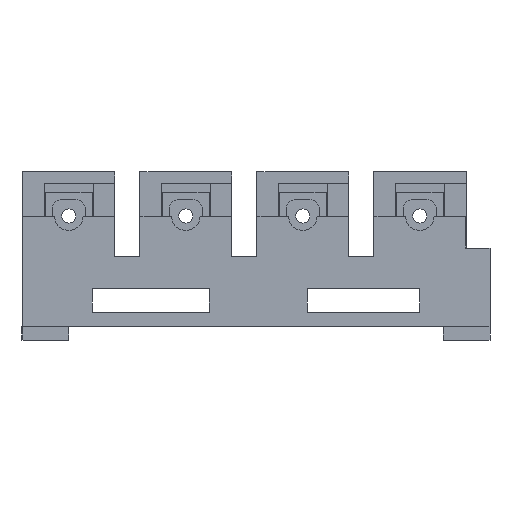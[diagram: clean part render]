
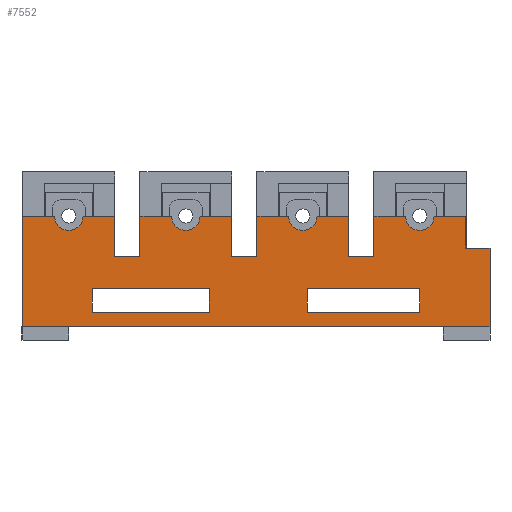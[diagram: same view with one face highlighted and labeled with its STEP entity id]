
A CAD part, front view. The second image highlights one B-rep face of the part: STEP entity #7552.
In plain terms, the highlighted planar face has unit normal (0, -1, 0).
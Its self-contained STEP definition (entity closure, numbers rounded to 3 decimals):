
#131=FACE_BOUND('',#867,.T.);
#132=FACE_BOUND('',#868,.T.);
#248=CIRCLE('',#8007,3.05);
#249=CIRCLE('',#8008,3.05);
#250=CIRCLE('',#8009,3.05);
#251=CIRCLE('',#8010,3.05);
#443=FACE_OUTER_BOUND('',#866,.T.);
#866=EDGE_LOOP('',(#5241,#5242,#5243,#5244,#5245,#5246,#5247,#5248,#5249,
#5250,#5251,#5252,#5253,#5254,#5255,#5256,#5257,#5258,#5259,#5260,#5261,
#5262,#5263,#5264,#5265,#5266));
#867=EDGE_LOOP('',(#5267,#5268,#5269,#5270));
#868=EDGE_LOOP('',(#5271,#5272,#5273,#5274));
#1429=LINE('',#10880,#2360);
#1438=LINE('',#10899,#2369);
#1439=LINE('',#10901,#2370);
#1440=LINE('',#10903,#2371);
#1441=LINE('',#10905,#2372);
#1442=LINE('',#10907,#2373);
#1443=LINE('',#10911,#2374);
#1444=LINE('',#10913,#2375);
#1445=LINE('',#10915,#2376);
#1446=LINE('',#10917,#2377);
#1447=LINE('',#10919,#2378);
#1448=LINE('',#10923,#2379);
#1449=LINE('',#10925,#2380);
#1450=LINE('',#10927,#2381);
#1451=LINE('',#10929,#2382);
#1452=LINE('',#10931,#2383);
#1453=LINE('',#10934,#2384);
#1454=LINE('',#10936,#2385);
#1455=LINE('',#10938,#2386);
#1456=LINE('',#10940,#2387);
#1457=LINE('',#10942,#2388);
#1458=LINE('',#10944,#2389);
#1459=LINE('',#10948,#2390);
#1460=LINE('',#10950,#2391);
#1461=LINE('',#10952,#2392);
#1462=LINE('',#10953,#2393);
#1463=LINE('',#10956,#2394);
#1464=LINE('',#10958,#2395);
#1465=LINE('',#10960,#2396);
#1466=LINE('',#10961,#2397);
#2360=VECTOR('',#8777,10.);
#2369=VECTOR('',#8788,10.);
#2370=VECTOR('',#8789,10.);
#2371=VECTOR('',#8790,10.);
#2372=VECTOR('',#8791,10.);
#2373=VECTOR('',#8792,10.);
#2374=VECTOR('',#8795,10.);
#2375=VECTOR('',#8796,10.);
#2376=VECTOR('',#8797,10.);
#2377=VECTOR('',#8798,10.);
#2378=VECTOR('',#8799,10.);
#2379=VECTOR('',#8802,10.);
#2380=VECTOR('',#8803,10.);
#2381=VECTOR('',#8804,10.);
#2382=VECTOR('',#8805,10.);
#2383=VECTOR('',#8806,10.);
#2384=VECTOR('',#8809,10.);
#2385=VECTOR('',#8810,10.);
#2386=VECTOR('',#8811,10.);
#2387=VECTOR('',#8812,10.);
#2388=VECTOR('',#8813,10.);
#2389=VECTOR('',#8814,10.);
#2390=VECTOR('',#8817,10.);
#2391=VECTOR('',#8818,10.);
#2392=VECTOR('',#8819,10.);
#2393=VECTOR('',#8820,10.);
#2394=VECTOR('',#8821,10.);
#2395=VECTOR('',#8822,10.);
#2396=VECTOR('',#8823,10.);
#2397=VECTOR('',#8824,10.);
#3276=VERTEX_POINT('',#10877);
#3277=VERTEX_POINT('',#10879);
#3285=VERTEX_POINT('',#10897);
#3286=VERTEX_POINT('',#10898);
#3287=VERTEX_POINT('',#10900);
#3288=VERTEX_POINT('',#10902);
#3289=VERTEX_POINT('',#10904);
#3290=VERTEX_POINT('',#10906);
#3291=VERTEX_POINT('',#10908);
#3292=VERTEX_POINT('',#10910);
#3293=VERTEX_POINT('',#10912);
#3294=VERTEX_POINT('',#10914);
#3295=VERTEX_POINT('',#10916);
#3296=VERTEX_POINT('',#10918);
#3297=VERTEX_POINT('',#10920);
#3298=VERTEX_POINT('',#10922);
#3299=VERTEX_POINT('',#10924);
#3300=VERTEX_POINT('',#10926);
#3301=VERTEX_POINT('',#10928);
#3302=VERTEX_POINT('',#10930);
#3303=VERTEX_POINT('',#10932);
#3304=VERTEX_POINT('',#10935);
#3305=VERTEX_POINT('',#10937);
#3306=VERTEX_POINT('',#10939);
#3307=VERTEX_POINT('',#10941);
#3308=VERTEX_POINT('',#10943);
#3309=VERTEX_POINT('',#10946);
#3310=VERTEX_POINT('',#10947);
#3311=VERTEX_POINT('',#10949);
#3312=VERTEX_POINT('',#10951);
#3313=VERTEX_POINT('',#10954);
#3314=VERTEX_POINT('',#10955);
#3315=VERTEX_POINT('',#10957);
#3316=VERTEX_POINT('',#10959);
#4040=EDGE_CURVE('',#3276,#3277,#1429,.T.);
#4049=EDGE_CURVE('',#3285,#3286,#1438,.T.);
#4050=EDGE_CURVE('',#3287,#3285,#1439,.T.);
#4051=EDGE_CURVE('',#3287,#3288,#1440,.T.);
#4052=EDGE_CURVE('',#3288,#3289,#1441,.F.);
#4053=EDGE_CURVE('',#3290,#3289,#1442,.T.);
#4054=EDGE_CURVE('',#3290,#3291,#248,.T.);
#4055=EDGE_CURVE('',#3292,#3291,#1443,.T.);
#4056=EDGE_CURVE('',#3293,#3292,#1444,.T.);
#4057=EDGE_CURVE('',#3293,#3294,#1445,.T.);
#4058=EDGE_CURVE('',#3294,#3295,#1446,.F.);
#4059=EDGE_CURVE('',#3296,#3295,#1447,.T.);
#4060=EDGE_CURVE('',#3296,#3297,#249,.T.);
#4061=EDGE_CURVE('',#3298,#3297,#1448,.T.);
#4062=EDGE_CURVE('',#3299,#3298,#1449,.T.);
#4063=EDGE_CURVE('',#3299,#3300,#1450,.T.);
#4064=EDGE_CURVE('',#3300,#3301,#1451,.F.);
#4065=EDGE_CURVE('',#3302,#3301,#1452,.T.);
#4066=EDGE_CURVE('',#3302,#3303,#250,.T.);
#4067=EDGE_CURVE('',#3277,#3303,#1453,.T.);
#4068=EDGE_CURVE('',#3276,#3304,#1454,.T.);
#4069=EDGE_CURVE('',#3304,#3305,#1455,.T.);
#4070=EDGE_CURVE('',#3306,#3305,#1456,.T.);
#4071=EDGE_CURVE('',#3306,#3307,#1457,.F.);
#4072=EDGE_CURVE('',#3308,#3307,#1458,.T.);
#4073=EDGE_CURVE('',#3308,#3286,#251,.T.);
#4074=EDGE_CURVE('',#3309,#3310,#1459,.T.);
#4075=EDGE_CURVE('',#3310,#3311,#1460,.T.);
#4076=EDGE_CURVE('',#3311,#3312,#1461,.T.);
#4077=EDGE_CURVE('',#3309,#3312,#1462,.T.);
#4078=EDGE_CURVE('',#3313,#3314,#1463,.T.);
#4079=EDGE_CURVE('',#3314,#3315,#1464,.T.);
#4080=EDGE_CURVE('',#3315,#3316,#1465,.T.);
#4081=EDGE_CURVE('',#3316,#3313,#1466,.T.);
#5241=ORIENTED_EDGE('',*,*,#4049,.F.);
#5242=ORIENTED_EDGE('',*,*,#4050,.F.);
#5243=ORIENTED_EDGE('',*,*,#4051,.T.);
#5244=ORIENTED_EDGE('',*,*,#4052,.T.);
#5245=ORIENTED_EDGE('',*,*,#4053,.F.);
#5246=ORIENTED_EDGE('',*,*,#4054,.T.);
#5247=ORIENTED_EDGE('',*,*,#4055,.F.);
#5248=ORIENTED_EDGE('',*,*,#4056,.F.);
#5249=ORIENTED_EDGE('',*,*,#4057,.T.);
#5250=ORIENTED_EDGE('',*,*,#4058,.T.);
#5251=ORIENTED_EDGE('',*,*,#4059,.F.);
#5252=ORIENTED_EDGE('',*,*,#4060,.T.);
#5253=ORIENTED_EDGE('',*,*,#4061,.F.);
#5254=ORIENTED_EDGE('',*,*,#4062,.F.);
#5255=ORIENTED_EDGE('',*,*,#4063,.T.);
#5256=ORIENTED_EDGE('',*,*,#4064,.T.);
#5257=ORIENTED_EDGE('',*,*,#4065,.F.);
#5258=ORIENTED_EDGE('',*,*,#4066,.T.);
#5259=ORIENTED_EDGE('',*,*,#4067,.F.);
#5260=ORIENTED_EDGE('',*,*,#4040,.F.);
#5261=ORIENTED_EDGE('',*,*,#4068,.T.);
#5262=ORIENTED_EDGE('',*,*,#4069,.T.);
#5263=ORIENTED_EDGE('',*,*,#4070,.F.);
#5264=ORIENTED_EDGE('',*,*,#4071,.T.);
#5265=ORIENTED_EDGE('',*,*,#4072,.F.);
#5266=ORIENTED_EDGE('',*,*,#4073,.T.);
#5267=ORIENTED_EDGE('',*,*,#4074,.T.);
#5268=ORIENTED_EDGE('',*,*,#4075,.T.);
#5269=ORIENTED_EDGE('',*,*,#4076,.T.);
#5270=ORIENTED_EDGE('',*,*,#4077,.F.);
#5271=ORIENTED_EDGE('',*,*,#4078,.T.);
#5272=ORIENTED_EDGE('',*,*,#4079,.T.);
#5273=ORIENTED_EDGE('',*,*,#4080,.T.);
#5274=ORIENTED_EDGE('',*,*,#4081,.T.);
#7221=PLANE('',#8006);
#7552=ADVANCED_FACE('',(#443,#131,#132),#7221,.T.);
#8006=AXIS2_PLACEMENT_3D('',#10896,#8786,#8787);
#8007=AXIS2_PLACEMENT_3D('',#10909,#8793,#8794);
#8008=AXIS2_PLACEMENT_3D('',#10921,#8800,#8801);
#8009=AXIS2_PLACEMENT_3D('',#10933,#8807,#8808);
#8010=AXIS2_PLACEMENT_3D('',#10945,#8815,#8816);
#8777=DIRECTION('',(0.,0.,1.));
#8786=DIRECTION('center_axis',(0.,-1.,0.));
#8787=DIRECTION('ref_axis',(1.,0.,0.));
#8788=DIRECTION('',(1.,0.,0.));
#8789=DIRECTION('',(0.,0.,1.));
#8790=DIRECTION('',(-1.,0.,0.));
#8791=DIRECTION('',(0.,0.,-1.));
#8792=DIRECTION('',(1.,0.,0.));
#8793=DIRECTION('center_axis',(0.,1.,0.));
#8794=DIRECTION('ref_axis',(0.,0.,-1.));
#8795=DIRECTION('',(1.,0.,0.));
#8796=DIRECTION('',(0.,0.,1.));
#8797=DIRECTION('',(-1.,0.,0.));
#8798=DIRECTION('',(0.,0.,-1.));
#8799=DIRECTION('',(1.,0.,0.));
#8800=DIRECTION('center_axis',(0.,1.,0.));
#8801=DIRECTION('ref_axis',(0.,0.,-1.));
#8802=DIRECTION('',(1.,0.,0.));
#8803=DIRECTION('',(0.,0.,1.));
#8804=DIRECTION('',(-1.,0.,0.));
#8805=DIRECTION('',(0.,0.,-1.));
#8806=DIRECTION('',(1.,0.,0.));
#8807=DIRECTION('center_axis',(0.,1.,0.));
#8808=DIRECTION('ref_axis',(0.,0.,-1.));
#8809=DIRECTION('',(1.,0.,0.));
#8810=DIRECTION('',(1.,0.,0.));
#8811=DIRECTION('',(0.,0.,1.));
#8812=DIRECTION('',(1.,0.,0.));
#8813=DIRECTION('',(0.,0.,-1.));
#8814=DIRECTION('',(1.,0.,0.));
#8815=DIRECTION('center_axis',(0.,1.,0.));
#8816=DIRECTION('ref_axis',(0.,0.,-1.));
#8817=DIRECTION('',(1.,0.,0.));
#8818=DIRECTION('',(0.,0.,-1.));
#8819=DIRECTION('',(-1.,0.,0.));
#8820=DIRECTION('',(0.,0.,-1.));
#8821=DIRECTION('',(1.,0.,0.));
#8822=DIRECTION('',(0.,0.,-1.));
#8823=DIRECTION('',(-1.,0.,0.));
#8824=DIRECTION('',(0.,0.,1.));
#10877=CARTESIAN_POINT('',(-20.,-100.,-14.1));
#10879=CARTESIAN_POINT('',(-20.,-100.,9.5));
#10880=CARTESIAN_POINT('',(-20.,-100.,0.));
#10896=CARTESIAN_POINT('Origin',(55.,-100.,0.));
#10897=CARTESIAN_POINT('',(55.2,-100.,9.5));
#10898=CARTESIAN_POINT('',(61.95,-100.,9.5));
#10899=CARTESIAN_POINT('',(60.,-100.,9.5));
#10900=CARTESIAN_POINT('',(55.2,-100.,0.8));
#10901=CARTESIAN_POINT('',(55.2,-100.,0.));
#10902=CARTESIAN_POINT('',(49.8,-100.,0.8));
#10903=CARTESIAN_POINT('',(55.,-100.,0.8));
#10904=CARTESIAN_POINT('',(49.8,-100.,9.5));
#10905=CARTESIAN_POINT('',(49.8,-100.,0.));
#10906=CARTESIAN_POINT('',(43.05,-100.,9.5));
#10907=CARTESIAN_POINT('',(35.,-100.,9.5));
#10908=CARTESIAN_POINT('',(36.95,-100.,9.5));
#10909=CARTESIAN_POINT('Origin',(40.,-100.,9.5));
#10910=CARTESIAN_POINT('',(30.2,-100.,9.5));
#10911=CARTESIAN_POINT('',(35.,-100.,9.5));
#10912=CARTESIAN_POINT('',(30.2,-100.,0.8));
#10913=CARTESIAN_POINT('',(30.2,-100.,0.));
#10914=CARTESIAN_POINT('',(24.8,-100.,0.8));
#10915=CARTESIAN_POINT('',(42.5,-100.,0.8));
#10916=CARTESIAN_POINT('',(24.8,-100.,9.5));
#10917=CARTESIAN_POINT('',(24.8,-100.,0.));
#10918=CARTESIAN_POINT('',(18.05,-100.,9.5));
#10919=CARTESIAN_POINT('',(10.,-100.,9.5));
#10920=CARTESIAN_POINT('',(11.95,-100.,9.5));
#10921=CARTESIAN_POINT('Origin',(15.,-100.,9.5));
#10922=CARTESIAN_POINT('',(5.2,-100.,9.5));
#10923=CARTESIAN_POINT('',(10.,-100.,9.5));
#10924=CARTESIAN_POINT('',(5.2,-100.,0.8));
#10925=CARTESIAN_POINT('',(5.2,-100.,0.));
#10926=CARTESIAN_POINT('',(-0.2,-100.,0.8));
#10927=CARTESIAN_POINT('',(30.,-100.,0.8));
#10928=CARTESIAN_POINT('',(-0.2,-100.,9.5));
#10929=CARTESIAN_POINT('',(-0.2,-100.,0.));
#10930=CARTESIAN_POINT('',(-6.95,-100.,9.5));
#10931=CARTESIAN_POINT('',(-15.,-100.,9.5));
#10932=CARTESIAN_POINT('',(-13.05,-100.,9.5));
#10933=CARTESIAN_POINT('Origin',(-10.,-100.,9.5));
#10934=CARTESIAN_POINT('',(-15.,-100.,9.5));
#10935=CARTESIAN_POINT('',(80.,-100.,-14.1));
#10936=CARTESIAN_POINT('',(42.5,-100.,-14.1));
#10937=CARTESIAN_POINT('',(80.,-100.,2.7));
#10938=CARTESIAN_POINT('',(80.,-100.,0.));
#10939=CARTESIAN_POINT('',(74.8,-100.,2.7));
#10940=CARTESIAN_POINT('',(61.25,-100.,2.7));
#10941=CARTESIAN_POINT('',(74.8,-100.,9.5));
#10942=CARTESIAN_POINT('',(74.8,-100.,0.));
#10943=CARTESIAN_POINT('',(68.05,-100.,9.5));
#10944=CARTESIAN_POINT('',(60.,-100.,9.5));
#10945=CARTESIAN_POINT('Origin',(65.,-100.,9.5));
#10946=CARTESIAN_POINT('',(41.,-100.,-6.));
#10947=CARTESIAN_POINT('',(65.,-100.,-6.));
#10948=CARTESIAN_POINT('',(60.,-100.,-6.));
#10949=CARTESIAN_POINT('',(65.,-100.,-11.));
#10950=CARTESIAN_POINT('',(65.,-100.,-4.));
#10951=CARTESIAN_POINT('',(41.,-100.,-11.));
#10952=CARTESIAN_POINT('',(47.5,-100.,-11.));
#10953=CARTESIAN_POINT('',(41.,-100.,-4.));
#10954=CARTESIAN_POINT('',(-5.,-100.,-6.));
#10955=CARTESIAN_POINT('',(20.,-100.,-6.));
#10956=CARTESIAN_POINT('',(37.5,-100.,-6.));
#10957=CARTESIAN_POINT('',(20.,-100.,-11.));
#10958=CARTESIAN_POINT('',(20.,-100.,-4.));
#10959=CARTESIAN_POINT('',(-5.,-100.,-11.));
#10960=CARTESIAN_POINT('',(25.,-100.,-11.));
#10961=CARTESIAN_POINT('',(-5.,-100.,-4.));
